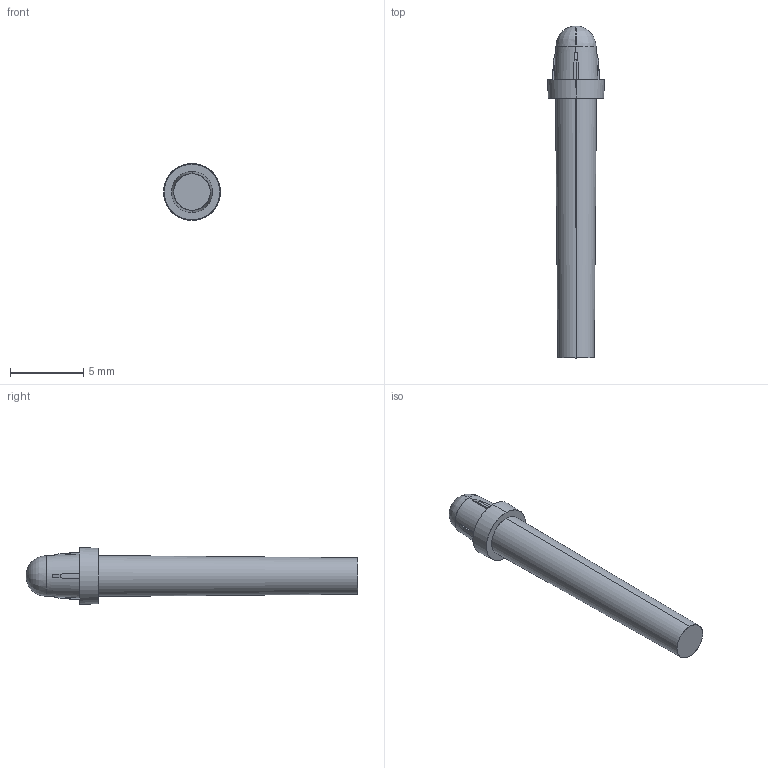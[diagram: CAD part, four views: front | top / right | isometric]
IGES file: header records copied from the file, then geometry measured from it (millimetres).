
Start section: SolidWorks IGES file using analytic representation for surfaces
Global section: file name: LFBR3D0750C.IGS; native system: SolidWorks 2021; preprocessor: SolidWorks 2021; author: asanchez; date: 240311.083020; units: inch
Bounding box: 3.89 x 22.71 x 3.89 mm (x, y, z)
Surface area: 211.9 mm2 (no closed solid volume)
Topology: 0 solids, 0 shells, 29 faces, 280 edges, 278 vertices
Faces by surface type: revolution 18, bspline 11
